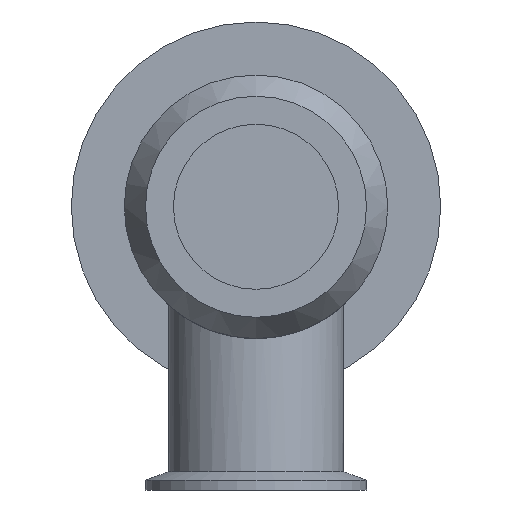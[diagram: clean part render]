
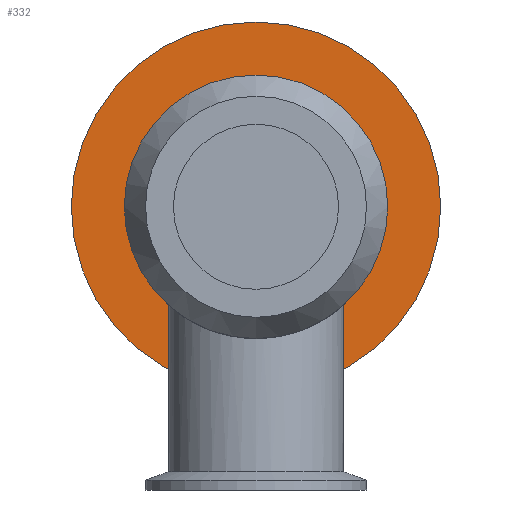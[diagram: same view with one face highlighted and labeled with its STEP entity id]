
A CAD part, left-side view. The second image highlights one B-rep face of the part: STEP entity #332.
In plain terms, the highlighted planar face has unit normal (-1, 0, 0).
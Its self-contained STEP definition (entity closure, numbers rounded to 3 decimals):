
#25=PLANE('',#397);
#31=FACE_BOUND('',#83,.T.);
#56=FACE_OUTER_BOUND('',#82,.T.);
#82=EDGE_LOOP('',(#277));
#83=EDGE_LOOP('',(#278));
#134=CIRCLE('',#384,38.15);
#140=CIRCLE('',#396,53.5);
#163=VERTEX_POINT('',#674);
#169=VERTEX_POINT('',#729);
#199=EDGE_CURVE('',#163,#163,#134,.T.);
#208=EDGE_CURVE('',#169,#169,#140,.T.);
#277=ORIENTED_EDGE('',*,*,#208,.T.);
#278=ORIENTED_EDGE('',*,*,#199,.F.);
#332=ADVANCED_FACE('',(#56,#31),#25,.T.);
#384=AXIS2_PLACEMENT_3D('',#676,#466,#467);
#396=AXIS2_PLACEMENT_3D('',#730,#492,#493);
#397=AXIS2_PLACEMENT_3D('',#732,#495,#496);
#466=DIRECTION('center_axis',(-1.,0.,0.));
#467=DIRECTION('ref_axis',(0.,0.,1.));
#492=DIRECTION('center_axis',(-1.,0.,0.));
#493=DIRECTION('ref_axis',(0.,0.,1.));
#495=DIRECTION('center_axis',(-1.,0.,0.));
#496=DIRECTION('ref_axis',(0.,0.,1.));
#674=CARTESIAN_POINT('',(29.,0.,-38.15));
#676=CARTESIAN_POINT('Origin',(29.,0.,0.));
#729=CARTESIAN_POINT('',(29.,0.,-53.5));
#730=CARTESIAN_POINT('Origin',(29.,0.,0.));
#732=CARTESIAN_POINT('Origin',(29.,0.,45.825));
